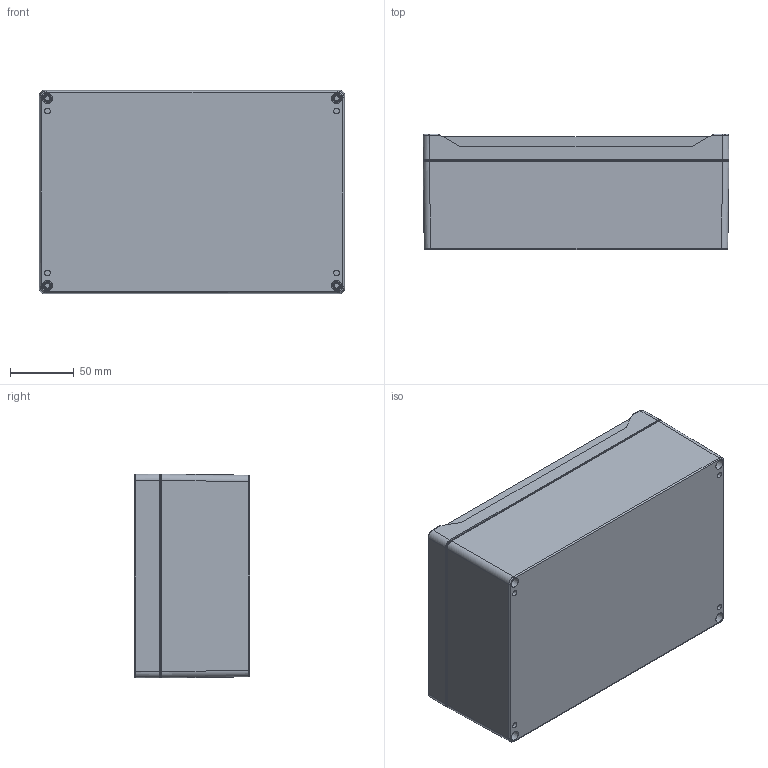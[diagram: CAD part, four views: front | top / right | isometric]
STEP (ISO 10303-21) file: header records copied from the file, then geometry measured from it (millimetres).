
FILE_DESCRIPTION (( 'STEP AP214' ), '1' );
FILE_NAME ('1555V2GY.STEP', '2020-11-07T20:43:18', ( '' ), ( '' ), 'SwSTEP 2.0', 'SolidWorks 2019', '' );
FILE_SCHEMA (( 'AUTOMOTIVE_DESIGN' ));
Length unit declared in the file: inch
Products named in the file (1): 1555V2GY
Bounding box: 240 x 90.5 x 160 mm (x, y, z)
Volume: 484460.7 mm3; surface area: 326991.6 mm2
Topology: 15 solids, 15 shells, 1460 faces, 3805 edges, 2487 vertices
Faces by surface type: plane 474, cylinder 334, bspline 332, cone 244, torus 68, sphere 8
Full cylindrical faces by diameter (mm): 2 x8, 2.464 x4, 3.251 x4, 3.48 x4, 3.5 x4, 3.81 x12, 3.85 x4, 3.912 x4, 5.334 x4, 5.537 x8, 6 x6, 6.35 x8, 6.9 x4
Entity records: 52307 total; most frequent: CARTESIAN_POINT 18971, ORIENTED_EDGE 7034, DIRECTION 6236, EDGE_CURVE 3517, VERTEX_POINT 2381, AXIS2_PLACEMENT_3D 2291, EDGE_LOOP 1796, LINE 1654
